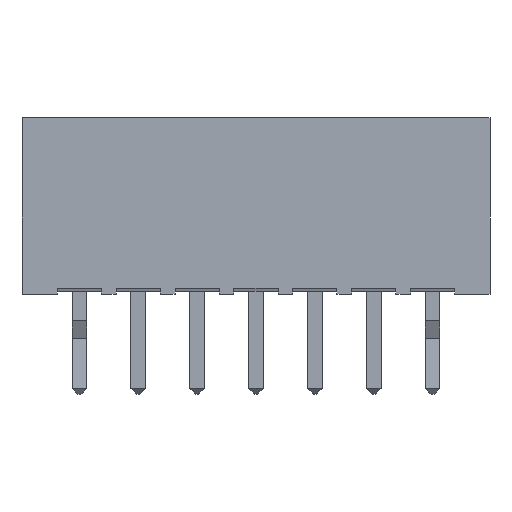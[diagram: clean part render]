
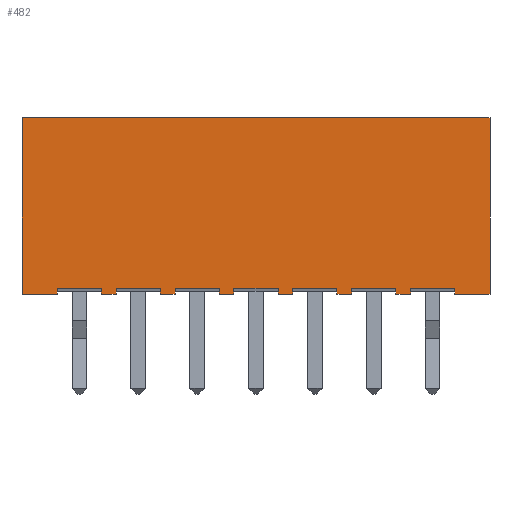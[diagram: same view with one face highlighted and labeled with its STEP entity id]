
A CAD part, front view. The second image highlights one B-rep face of the part: STEP entity #482.
In plain terms, the highlighted planar face has unit normal (0, -1, 0).
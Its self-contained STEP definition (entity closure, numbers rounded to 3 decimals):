
#32 = VERTEX_POINT('',#33);
#33 = CARTESIAN_POINT('',(13.95,-2.8,0.));
#39 = EDGE_CURVE('',#40,#32,#42,.T.);
#40 = VERTEX_POINT('',#41);
#41 = CARTESIAN_POINT('',(12.75,-2.8,0.));
#42 = LINE('',#43,#44);
#43 = CARTESIAN_POINT('',(-1.95,-2.8,0.));
#44 = VECTOR('',#45,1.);
#45 = DIRECTION('',(1.,0.,0.));
#448 = EDGE_CURVE('',#449,#40,#451,.T.);
#449 = VERTEX_POINT('',#450);
#450 = CARTESIAN_POINT('',(12.75,-2.8,0.2));
#451 = LINE('',#452,#453);
#452 = CARTESIAN_POINT('',(12.75,-2.8,0.2));
#453 = VECTOR('',#454,1.);
#454 = DIRECTION('',(-0.,0.,-1.));
#482 = ADVANCED_FACE('',(#483),#725,.F.);
#483 = FACE_BOUND('',#484,.F.);
#484 = EDGE_LOOP('',(#485,#495,#503,#511,#517,#518,#519,#527,#535,#543,
#551,#559,#567,#575,#583,#591,#599,#607,#615,#623,#631,#639,#647,
#655,#663,#671,#679,#687,#695,#703,#711,#719));
#485 = ORIENTED_EDGE('',*,*,#486,.F.);
#486 = EDGE_CURVE('',#487,#489,#491,.T.);
#487 = VERTEX_POINT('',#488);
#488 = CARTESIAN_POINT('',(-1.95,-2.8,0.));
#489 = VERTEX_POINT('',#490);
#490 = CARTESIAN_POINT('',(-0.75,-2.8,0.));
#491 = LINE('',#492,#493);
#492 = CARTESIAN_POINT('',(-1.95,-2.8,0.));
#493 = VECTOR('',#494,1.);
#494 = DIRECTION('',(1.,0.,0.));
#495 = ORIENTED_EDGE('',*,*,#496,.T.);
#496 = EDGE_CURVE('',#487,#497,#499,.T.);
#497 = VERTEX_POINT('',#498);
#498 = CARTESIAN_POINT('',(-1.95,-2.8,6.));
#499 = LINE('',#500,#501);
#500 = CARTESIAN_POINT('',(-1.95,-2.8,0.));
#501 = VECTOR('',#502,1.);
#502 = DIRECTION('',(0.,0.,1.));
#503 = ORIENTED_EDGE('',*,*,#504,.T.);
#504 = EDGE_CURVE('',#497,#505,#507,.T.);
#505 = VERTEX_POINT('',#506);
#506 = CARTESIAN_POINT('',(13.95,-2.8,6.));
#507 = LINE('',#508,#509);
#508 = CARTESIAN_POINT('',(-1.95,-2.8,6.));
#509 = VECTOR('',#510,1.);
#510 = DIRECTION('',(1.,0.,0.));
#511 = ORIENTED_EDGE('',*,*,#512,.F.);
#512 = EDGE_CURVE('',#32,#505,#513,.T.);
#513 = LINE('',#514,#515);
#514 = CARTESIAN_POINT('',(13.95,-2.8,0.));
#515 = VECTOR('',#516,1.);
#516 = DIRECTION('',(0.,0.,1.));
#517 = ORIENTED_EDGE('',*,*,#39,.F.);
#518 = ORIENTED_EDGE('',*,*,#448,.F.);
#519 = ORIENTED_EDGE('',*,*,#520,.T.);
#520 = EDGE_CURVE('',#449,#521,#523,.T.);
#521 = VERTEX_POINT('',#522);
#522 = CARTESIAN_POINT('',(11.25,-2.8,0.2));
#523 = LINE('',#524,#525);
#524 = CARTESIAN_POINT('',(12.75,-2.8,0.2));
#525 = VECTOR('',#526,1.);
#526 = DIRECTION('',(-1.,0.,0.));
#527 = ORIENTED_EDGE('',*,*,#528,.T.);
#528 = EDGE_CURVE('',#521,#529,#531,.T.);
#529 = VERTEX_POINT('',#530);
#530 = CARTESIAN_POINT('',(11.25,-2.8,0.));
#531 = LINE('',#532,#533);
#532 = CARTESIAN_POINT('',(11.25,-2.8,0.2));
#533 = VECTOR('',#534,1.);
#534 = DIRECTION('',(-0.,0.,-1.));
#535 = ORIENTED_EDGE('',*,*,#536,.F.);
#536 = EDGE_CURVE('',#537,#529,#539,.T.);
#537 = VERTEX_POINT('',#538);
#538 = CARTESIAN_POINT('',(10.75,-2.8,0.));
#539 = LINE('',#540,#541);
#540 = CARTESIAN_POINT('',(-1.95,-2.8,0.));
#541 = VECTOR('',#542,1.);
#542 = DIRECTION('',(1.,0.,0.));
#543 = ORIENTED_EDGE('',*,*,#544,.F.);
#544 = EDGE_CURVE('',#545,#537,#547,.T.);
#545 = VERTEX_POINT('',#546);
#546 = CARTESIAN_POINT('',(10.75,-2.8,0.2));
#547 = LINE('',#548,#549);
#548 = CARTESIAN_POINT('',(10.75,-2.8,0.2));
#549 = VECTOR('',#550,1.);
#550 = DIRECTION('',(-0.,0.,-1.));
#551 = ORIENTED_EDGE('',*,*,#552,.T.);
#552 = EDGE_CURVE('',#545,#553,#555,.T.);
#553 = VERTEX_POINT('',#554);
#554 = CARTESIAN_POINT('',(9.25,-2.8,0.2));
#555 = LINE('',#556,#557);
#556 = CARTESIAN_POINT('',(10.75,-2.8,0.2));
#557 = VECTOR('',#558,1.);
#558 = DIRECTION('',(-1.,0.,0.));
#559 = ORIENTED_EDGE('',*,*,#560,.T.);
#560 = EDGE_CURVE('',#553,#561,#563,.T.);
#561 = VERTEX_POINT('',#562);
#562 = CARTESIAN_POINT('',(9.25,-2.8,0.));
#563 = LINE('',#564,#565);
#564 = CARTESIAN_POINT('',(9.25,-2.8,0.2));
#565 = VECTOR('',#566,1.);
#566 = DIRECTION('',(-0.,0.,-1.));
#567 = ORIENTED_EDGE('',*,*,#568,.F.);
#568 = EDGE_CURVE('',#569,#561,#571,.T.);
#569 = VERTEX_POINT('',#570);
#570 = CARTESIAN_POINT('',(8.75,-2.8,0.));
#571 = LINE('',#572,#573);
#572 = CARTESIAN_POINT('',(-1.95,-2.8,0.));
#573 = VECTOR('',#574,1.);
#574 = DIRECTION('',(1.,0.,0.));
#575 = ORIENTED_EDGE('',*,*,#576,.F.);
#576 = EDGE_CURVE('',#577,#569,#579,.T.);
#577 = VERTEX_POINT('',#578);
#578 = CARTESIAN_POINT('',(8.75,-2.8,0.2));
#579 = LINE('',#580,#581);
#580 = CARTESIAN_POINT('',(8.75,-2.8,0.2));
#581 = VECTOR('',#582,1.);
#582 = DIRECTION('',(-0.,0.,-1.));
#583 = ORIENTED_EDGE('',*,*,#584,.T.);
#584 = EDGE_CURVE('',#577,#585,#587,.T.);
#585 = VERTEX_POINT('',#586);
#586 = CARTESIAN_POINT('',(7.25,-2.8,0.2));
#587 = LINE('',#588,#589);
#588 = CARTESIAN_POINT('',(8.75,-2.8,0.2));
#589 = VECTOR('',#590,1.);
#590 = DIRECTION('',(-1.,0.,0.));
#591 = ORIENTED_EDGE('',*,*,#592,.T.);
#592 = EDGE_CURVE('',#585,#593,#595,.T.);
#593 = VERTEX_POINT('',#594);
#594 = CARTESIAN_POINT('',(7.25,-2.8,0.));
#595 = LINE('',#596,#597);
#596 = CARTESIAN_POINT('',(7.25,-2.8,0.2));
#597 = VECTOR('',#598,1.);
#598 = DIRECTION('',(-0.,0.,-1.));
#599 = ORIENTED_EDGE('',*,*,#600,.F.);
#600 = EDGE_CURVE('',#601,#593,#603,.T.);
#601 = VERTEX_POINT('',#602);
#602 = CARTESIAN_POINT('',(6.75,-2.8,0.));
#603 = LINE('',#604,#605);
#604 = CARTESIAN_POINT('',(-1.95,-2.8,0.));
#605 = VECTOR('',#606,1.);
#606 = DIRECTION('',(1.,0.,0.));
#607 = ORIENTED_EDGE('',*,*,#608,.F.);
#608 = EDGE_CURVE('',#609,#601,#611,.T.);
#609 = VERTEX_POINT('',#610);
#610 = CARTESIAN_POINT('',(6.75,-2.8,0.2));
#611 = LINE('',#612,#613);
#612 = CARTESIAN_POINT('',(6.75,-2.8,0.2));
#613 = VECTOR('',#614,1.);
#614 = DIRECTION('',(-0.,0.,-1.));
#615 = ORIENTED_EDGE('',*,*,#616,.T.);
#616 = EDGE_CURVE('',#609,#617,#619,.T.);
#617 = VERTEX_POINT('',#618);
#618 = CARTESIAN_POINT('',(5.25,-2.8,0.2));
#619 = LINE('',#620,#621);
#620 = CARTESIAN_POINT('',(6.75,-2.8,0.2));
#621 = VECTOR('',#622,1.);
#622 = DIRECTION('',(-1.,0.,0.));
#623 = ORIENTED_EDGE('',*,*,#624,.T.);
#624 = EDGE_CURVE('',#617,#625,#627,.T.);
#625 = VERTEX_POINT('',#626);
#626 = CARTESIAN_POINT('',(5.25,-2.8,0.));
#627 = LINE('',#628,#629);
#628 = CARTESIAN_POINT('',(5.25,-2.8,0.2));
#629 = VECTOR('',#630,1.);
#630 = DIRECTION('',(-0.,0.,-1.));
#631 = ORIENTED_EDGE('',*,*,#632,.F.);
#632 = EDGE_CURVE('',#633,#625,#635,.T.);
#633 = VERTEX_POINT('',#634);
#634 = CARTESIAN_POINT('',(4.75,-2.8,0.));
#635 = LINE('',#636,#637);
#636 = CARTESIAN_POINT('',(-1.95,-2.8,0.));
#637 = VECTOR('',#638,1.);
#638 = DIRECTION('',(1.,0.,0.));
#639 = ORIENTED_EDGE('',*,*,#640,.F.);
#640 = EDGE_CURVE('',#641,#633,#643,.T.);
#641 = VERTEX_POINT('',#642);
#642 = CARTESIAN_POINT('',(4.75,-2.8,0.2));
#643 = LINE('',#644,#645);
#644 = CARTESIAN_POINT('',(4.75,-2.8,0.2));
#645 = VECTOR('',#646,1.);
#646 = DIRECTION('',(-0.,0.,-1.));
#647 = ORIENTED_EDGE('',*,*,#648,.T.);
#648 = EDGE_CURVE('',#641,#649,#651,.T.);
#649 = VERTEX_POINT('',#650);
#650 = CARTESIAN_POINT('',(3.25,-2.8,0.2));
#651 = LINE('',#652,#653);
#652 = CARTESIAN_POINT('',(4.75,-2.8,0.2));
#653 = VECTOR('',#654,1.);
#654 = DIRECTION('',(-1.,0.,0.));
#655 = ORIENTED_EDGE('',*,*,#656,.T.);
#656 = EDGE_CURVE('',#649,#657,#659,.T.);
#657 = VERTEX_POINT('',#658);
#658 = CARTESIAN_POINT('',(3.25,-2.8,0.));
#659 = LINE('',#660,#661);
#660 = CARTESIAN_POINT('',(3.25,-2.8,0.2));
#661 = VECTOR('',#662,1.);
#662 = DIRECTION('',(-0.,0.,-1.));
#663 = ORIENTED_EDGE('',*,*,#664,.F.);
#664 = EDGE_CURVE('',#665,#657,#667,.T.);
#665 = VERTEX_POINT('',#666);
#666 = CARTESIAN_POINT('',(2.75,-2.8,0.));
#667 = LINE('',#668,#669);
#668 = CARTESIAN_POINT('',(-1.95,-2.8,0.));
#669 = VECTOR('',#670,1.);
#670 = DIRECTION('',(1.,0.,0.));
#671 = ORIENTED_EDGE('',*,*,#672,.F.);
#672 = EDGE_CURVE('',#673,#665,#675,.T.);
#673 = VERTEX_POINT('',#674);
#674 = CARTESIAN_POINT('',(2.75,-2.8,0.2));
#675 = LINE('',#676,#677);
#676 = CARTESIAN_POINT('',(2.75,-2.8,0.2));
#677 = VECTOR('',#678,1.);
#678 = DIRECTION('',(-0.,0.,-1.));
#679 = ORIENTED_EDGE('',*,*,#680,.T.);
#680 = EDGE_CURVE('',#673,#681,#683,.T.);
#681 = VERTEX_POINT('',#682);
#682 = CARTESIAN_POINT('',(1.25,-2.8,0.2));
#683 = LINE('',#684,#685);
#684 = CARTESIAN_POINT('',(2.75,-2.8,0.2));
#685 = VECTOR('',#686,1.);
#686 = DIRECTION('',(-1.,0.,0.));
#687 = ORIENTED_EDGE('',*,*,#688,.T.);
#688 = EDGE_CURVE('',#681,#689,#691,.T.);
#689 = VERTEX_POINT('',#690);
#690 = CARTESIAN_POINT('',(1.25,-2.8,0.));
#691 = LINE('',#692,#693);
#692 = CARTESIAN_POINT('',(1.25,-2.8,0.2));
#693 = VECTOR('',#694,1.);
#694 = DIRECTION('',(-0.,0.,-1.));
#695 = ORIENTED_EDGE('',*,*,#696,.F.);
#696 = EDGE_CURVE('',#697,#689,#699,.T.);
#697 = VERTEX_POINT('',#698);
#698 = CARTESIAN_POINT('',(0.75,-2.8,0.));
#699 = LINE('',#700,#701);
#700 = CARTESIAN_POINT('',(-1.95,-2.8,0.));
#701 = VECTOR('',#702,1.);
#702 = DIRECTION('',(1.,0.,0.));
#703 = ORIENTED_EDGE('',*,*,#704,.F.);
#704 = EDGE_CURVE('',#705,#697,#707,.T.);
#705 = VERTEX_POINT('',#706);
#706 = CARTESIAN_POINT('',(0.75,-2.8,0.2));
#707 = LINE('',#708,#709);
#708 = CARTESIAN_POINT('',(0.75,-2.8,0.2));
#709 = VECTOR('',#710,1.);
#710 = DIRECTION('',(-0.,0.,-1.));
#711 = ORIENTED_EDGE('',*,*,#712,.T.);
#712 = EDGE_CURVE('',#705,#713,#715,.T.);
#713 = VERTEX_POINT('',#714);
#714 = CARTESIAN_POINT('',(-0.75,-2.8,0.2));
#715 = LINE('',#716,#717);
#716 = CARTESIAN_POINT('',(0.75,-2.8,0.2));
#717 = VECTOR('',#718,1.);
#718 = DIRECTION('',(-1.,0.,0.));
#719 = ORIENTED_EDGE('',*,*,#720,.T.);
#720 = EDGE_CURVE('',#713,#489,#721,.T.);
#721 = LINE('',#722,#723);
#722 = CARTESIAN_POINT('',(-0.75,-2.8,0.2));
#723 = VECTOR('',#724,1.);
#724 = DIRECTION('',(-0.,0.,-1.));
#725 = PLANE('',#726);
#726 = AXIS2_PLACEMENT_3D('',#727,#728,#729);
#727 = CARTESIAN_POINT('',(-1.95,-2.8,0.));
#728 = DIRECTION('',(0.,1.,0.));
#729 = DIRECTION('',(1.,0.,0.));
